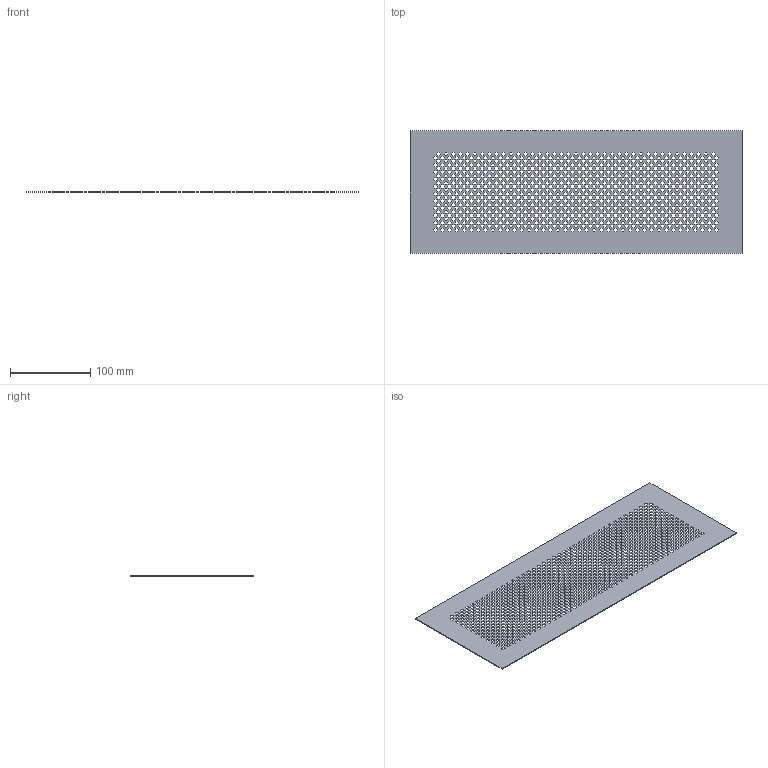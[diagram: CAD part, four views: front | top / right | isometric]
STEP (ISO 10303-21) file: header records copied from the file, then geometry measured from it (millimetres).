
FILE_DESCRIPTION(/* description */ (''),/* implementation_level */ '2;1');
FILE_NAME(/* name */ '1011139_3D.stp',/* time_stamp */ '2022-09-15T15:10:43+02:00',/* author */ ('kotzmaier'),/* organization */ ('Fa. Bopla'),/* preprocessor_version */ 'ST-DEVELOPER v18.1',/* originating_system */ 'Autodesk Inventor 2022',/* authorisation */ '');
FILE_SCHEMA (('AUTOMOTIVE_DESIGN { 1 0 10303 214 3 1 1 }'));
Products named in the file (1): 1011139_3D
Bounding box: 413.88 x 153 x 1 mm (x, y, z)
Volume: 51282.4 mm3; surface area: 115739.8 mm2
Topology: 1 solids, 1 shells, 5220 faces, 15654 edges, 10436 vertices
Faces by surface type: plane 5220
Entity records: 175737 total; most frequent: CARTESIAN_POINT 31311, ORIENTED_EDGE 31308, DIRECTION 26096, LINE 15654, VECTOR 15654, EDGE_CURVE 15654, VERTEX_POINT 10436, EDGE_LOOP 6958
